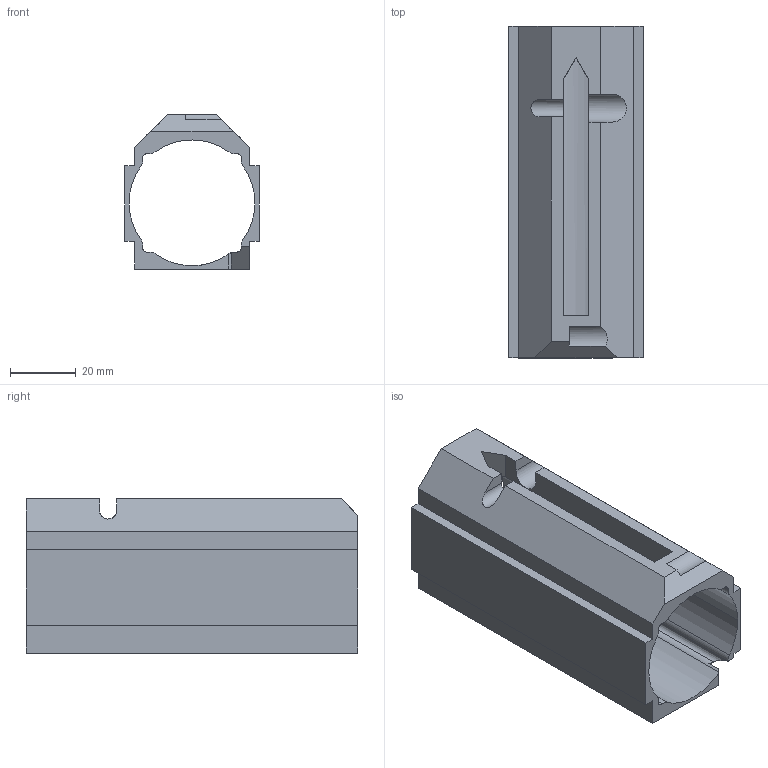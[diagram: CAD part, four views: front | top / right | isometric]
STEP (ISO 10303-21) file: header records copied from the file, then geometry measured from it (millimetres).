
FILE_DESCRIPTION(('FreeCAD Model'),'2;1');
FILE_NAME('Open CASCADE Shape Model','2023-11-11T11:19:10',(''),(''), 'Open CASCADE STEP processor 7.6','FreeCAD','Unknown');
FILE_SCHEMA(('AUTOMOTIVE_DESIGN { 1 0 10303 214 1 1 1 1 }'));
Length unit declared in the file: millimetre
Products named in the file (1): Apextrooper plunger tube support 1E
Bounding box: 41 x 101 x 47 mm (x, y, z)
Volume: 46159.3 mm3; surface area: 30190.6 mm2
Topology: 1 solids, 1 shells, 54 faces, 165 edges, 110 vertices
Faces by surface type: plane 34, cylinder 20
Entity records: 4162 total; most frequent: CARTESIAN_POINT 881, DIRECTION 619, LINE 388, VECTOR 388, ORIENTED_EDGE 330, PCURVE 330, DEFINITIONAL_REPRESENTATION 330, EDGE_CURVE 165
